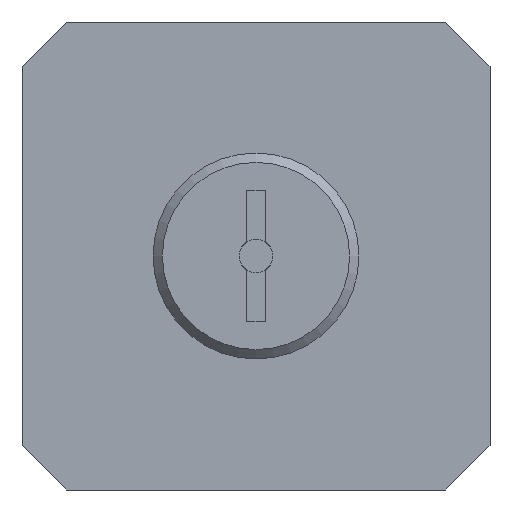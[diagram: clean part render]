
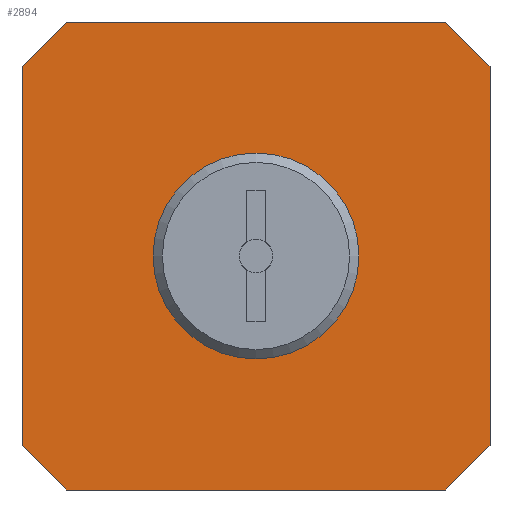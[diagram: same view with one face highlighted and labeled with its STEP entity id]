
A CAD part, front view. The second image highlights one B-rep face of the part: STEP entity #2894.
In plain terms, the highlighted planar face has unit normal (0, -1, 0).
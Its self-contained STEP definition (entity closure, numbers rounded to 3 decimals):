
#118=LINE('',#4884,#278);
#122=LINE('',#4893,#282);
#125=LINE('',#4899,#285);
#128=LINE('',#4909,#288);
#131=LINE('',#4915,#291);
#134=LINE('',#4923,#294);
#137=LINE('',#4929,#297);
#140=LINE('',#4937,#300);
#278=VECTOR('',#3703,1000.);
#282=VECTOR('',#3709,1000.);
#285=VECTOR('',#3714,1000.);
#288=VECTOR('',#3723,1000.);
#291=VECTOR('',#3728,1000.);
#294=VECTOR('',#3735,1000.);
#297=VECTOR('',#3740,1000.);
#300=VECTOR('',#3747,1000.);
#423=PLANE('',#3219);
#568=CIRCLE('',#3220,10.);
#887=ORIENTED_EDGE('',*,*,#1615,.F.);
#888=ORIENTED_EDGE('',*,*,#1586,.F.);
#889=ORIENTED_EDGE('',*,*,#1612,.F.);
#890=ORIENTED_EDGE('',*,*,#1608,.F.);
#891=ORIENTED_EDGE('',*,*,#1605,.F.);
#892=ORIENTED_EDGE('',*,*,#1601,.F.);
#893=ORIENTED_EDGE('',*,*,#1598,.F.);
#894=ORIENTED_EDGE('',*,*,#1593,.F.);
#895=ORIENTED_EDGE('',*,*,#1590,.F.);
#1586=EDGE_CURVE('',#1944,#1945,#118,.T.);
#1590=EDGE_CURVE('',#1945,#1948,#122,.T.);
#1593=EDGE_CURVE('',#1948,#1950,#125,.T.);
#1598=EDGE_CURVE('',#1950,#1954,#128,.T.);
#1601=EDGE_CURVE('',#1954,#1956,#131,.T.);
#1605=EDGE_CURVE('',#1956,#1959,#134,.T.);
#1608=EDGE_CURVE('',#1959,#1961,#137,.T.);
#1612=EDGE_CURVE('',#1961,#1944,#140,.T.);
#1615=EDGE_CURVE('',#1965,#1965,#568,.T.);
#1944=VERTEX_POINT('',#4885);
#1945=VERTEX_POINT('',#4886);
#1948=VERTEX_POINT('',#4894);
#1950=VERTEX_POINT('',#4900);
#1954=VERTEX_POINT('',#4910);
#1956=VERTEX_POINT('',#4916);
#1959=VERTEX_POINT('',#4924);
#1961=VERTEX_POINT('',#4930);
#1965=VERTEX_POINT('',#4944);
#2222=EDGE_LOOP('',(#887));
#2223=EDGE_LOOP('',(#888,#889,#890,#891,#892,#893,#894,#895));
#2528=FACE_BOUND('',#2222,.T.);
#2529=FACE_BOUND('',#2223,.T.);
#2894=ADVANCED_FACE('',(#2528,#2529),#423,.F.);
#3219=AXIS2_PLACEMENT_3D('',#4942,#3753,#3754);
#3220=AXIS2_PLACEMENT_3D('',#4943,#3755,#3756);
#3703=DIRECTION('',(-0.707,0.,0.707));
#3709=DIRECTION('',(0.,0.,1.));
#3714=DIRECTION('',(0.707,0.,0.707));
#3723=DIRECTION('',(1.,0.,0.));
#3728=DIRECTION('',(0.707,0.,-0.707));
#3735=DIRECTION('',(0.,0.,-1.));
#3740=DIRECTION('',(-0.707,0.,-0.707));
#3747=DIRECTION('',(-1.,0.,0.));
#3753=DIRECTION('',(0.,1.,0.));
#3754=DIRECTION('',(0.,0.,1.));
#3755=DIRECTION('',(0.,-1.,0.));
#3756=DIRECTION('',(0.,0.,-1.));
#4884=CARTESIAN_POINT('',(-20.255,0.,-25.));
#4885=CARTESIAN_POINT('',(-20.255,0.,-25.));
#4886=CARTESIAN_POINT('',(-25.,0.,-20.255));
#4893=CARTESIAN_POINT('',(-25.,0.,-20.255));
#4894=CARTESIAN_POINT('',(-25.,0.,20.255));
#4899=CARTESIAN_POINT('',(-25.,0.,20.255));
#4900=CARTESIAN_POINT('',(-20.255,0.,25.));
#4909=CARTESIAN_POINT('',(-20.255,0.,25.));
#4910=CARTESIAN_POINT('',(20.255,0.,25.));
#4915=CARTESIAN_POINT('',(20.255,0.,25.));
#4916=CARTESIAN_POINT('',(25.,0.,20.255));
#4923=CARTESIAN_POINT('',(25.,0.,20.255));
#4924=CARTESIAN_POINT('',(25.,0.,-20.255));
#4929=CARTESIAN_POINT('',(25.,0.,-20.255));
#4930=CARTESIAN_POINT('',(20.255,0.,-25.));
#4937=CARTESIAN_POINT('',(20.255,0.,-25.));
#4942=CARTESIAN_POINT('',(0.,0.,0.));
#4943=CARTESIAN_POINT('',(0.,0.,0.));
#4944=CARTESIAN_POINT('',(0.,0.,-10.));
